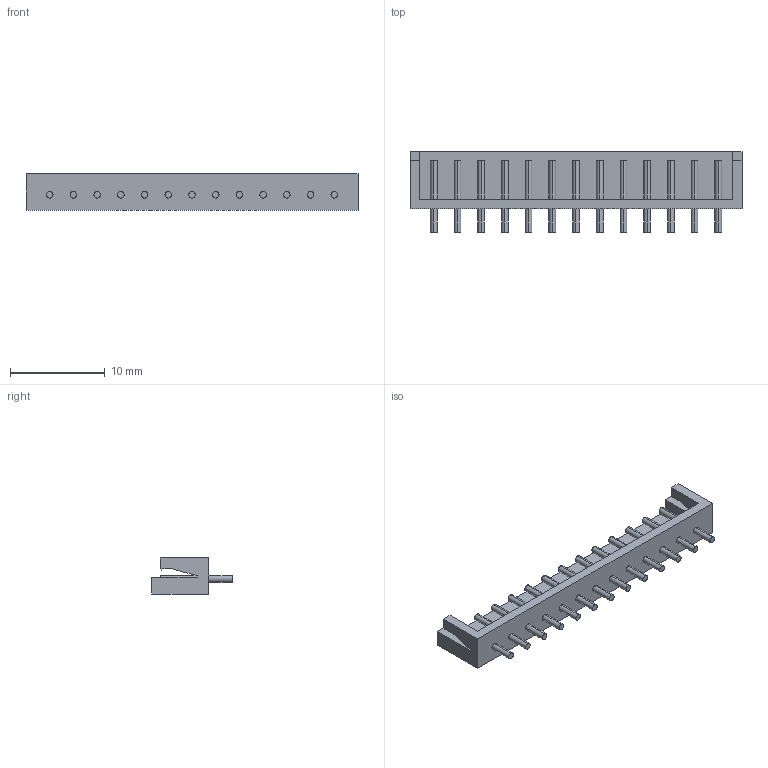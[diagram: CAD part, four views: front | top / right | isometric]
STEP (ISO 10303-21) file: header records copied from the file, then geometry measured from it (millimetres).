
FILE_DESCRIPTION (( 'STEP AP214' ), '1' );
FILE_NAME ('JS-1132-13.STEP', '2007-10-27T07:40:26', ( 'Chinese User' ), ( 'Chinese ORG' ), 'SwSTEP 2.0', 'SolidWorks 2008', '' );
FILE_SCHEMA (( 'AUTOMOTIVE_DESIGN' ));
Length unit declared in the file: millimetre
Products named in the file (1): JS-1132-13
Bounding box: 35 x 8.5 x 3.8 mm (x, y, z)
Volume: 244.7 mm3; surface area: 952.2 mm2
Topology: 1 solids, 1 shells, 102 faces, 222 edges, 148 vertices
Faces by surface type: cylinder 52, plane 50
Entity records: 3293 total; most frequent: DIRECTION 532, CARTESIAN_POINT 473, ORIENTED_EDGE 444, EDGE_CURVE 222, AXIS2_PLACEMENT_3D 207, VERTEX_POINT 148, EDGE_LOOP 128, VECTOR 118
